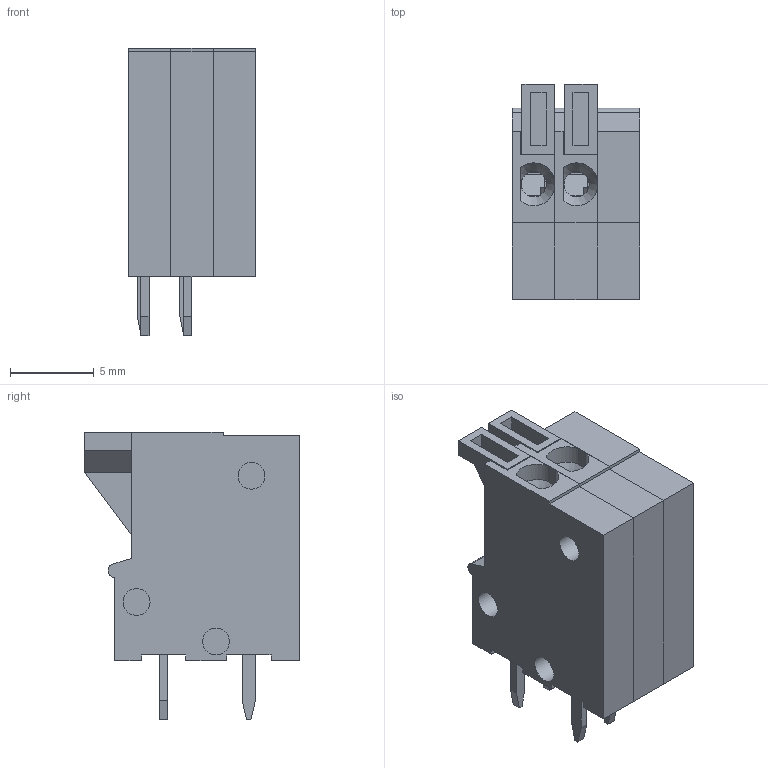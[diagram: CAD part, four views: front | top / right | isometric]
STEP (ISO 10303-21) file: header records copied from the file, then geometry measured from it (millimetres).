
FILE_DESCRIPTION(/* description */ (''),/* implementation_level */ '2;1');
FILE_NAME(/* name */ 'Wurth 2 Pin Screwless Entry Wire to Board Connector.step',/* time_stamp */ '2024-02-08T18:50:33+11:00',/* author */ (''),/* organization */ (''),/* preprocessor_version */ 'ST-DEVELOPER v20',/* originating_system */ 'Autodesk Translation Framework v12.20.1.177',/* authorisation */ '');
FILE_SCHEMA (('AUTOMOTIVE_DESIGN { 1 0 10303 214 3 1 1 }'));
Length unit declared in the file: millimetre
Products named in the file (7): 691403900002B (rev1); 6914039000xx_CAPOT; 6914039000xx_MODULE; 6914039000xx; 6914039000xx_PIN; 6914039000xx_LEVIER; 6914039000xx_LAME
Assembly tree (7 placements, depth 3):
  691403900002B (rev1)
    6914039000xx_CAPOT
    6914039000xx_MODULE  x2
      6914039000xx
      6914039000xx_PIN
      6914039000xx_LEVIER
      6914039000xx_LAME
Bounding box: 7.62 x 12.8 x 17.1 mm (x, y, z)
Volume: 668.1 mm3; surface area: 2375.2 mm2
Topology: 9 solids, 9 shells, 454 faces, 1254 edges, 832 vertices
Faces by surface type: plane 367, cylinder 85, cone 2
Full cylindrical faces by diameter (mm): 1.6 x15, 2.36 x2
Entity records: 8283 total; most frequent: CARTESIAN_POINT 1437, ORIENTED_EDGE 1356, DIRECTION 1286, EDGE_CURVE 678, LINE 574, VECTOR 574, VERTEX_POINT 450, AXIS2_PLACEMENT_3D 356
